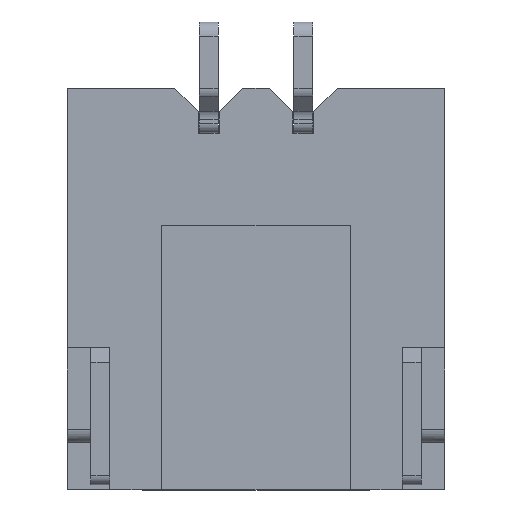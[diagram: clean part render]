
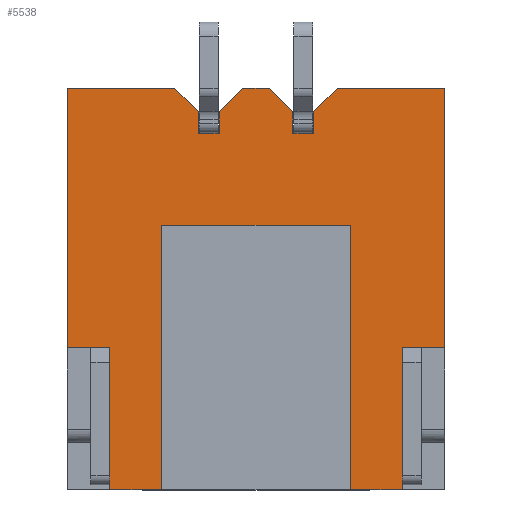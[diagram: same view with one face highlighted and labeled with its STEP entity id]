
A CAD part, top view. The second image highlights one B-rep face of the part: STEP entity #5538.
In plain terms, the highlighted planar face has unit normal (0, 0, 1).
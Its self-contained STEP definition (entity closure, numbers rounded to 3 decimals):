
#182=DIRECTION('',(0.,1.,0.));
#183=VECTOR('',#182,0.05);
#184=CARTESIAN_POINT('',(5.45,0.,1.3));
#185=LINE('7115',#184,#183);
#186=DIRECTION('',(0.,1.,0.));
#187=VECTOR('',#186,0.065);
#188=CARTESIAN_POINT('',(5.45,1.435,1.3));
#189=LINE('7117',#188,#187);
#190=DIRECTION('',(-1.,0.,0.));
#191=VECTOR('',#190,0.45);
#192=CARTESIAN_POINT('',(5.45,1.5,1.3));
#193=LINE('7118',#192,#191);
#194=DIRECTION('',(0.,1.,0.));
#195=VECTOR('',#194,2.75);
#196=CARTESIAN_POINT('',(5.,1.5,1.3));
#197=LINE('7119',#196,#195);
#198=DIRECTION('',(1.,0.,0.));
#199=VECTOR('',#198,1.14);
#200=CARTESIAN_POINT('',(5.,4.25,1.3));
#201=LINE('7120',#200,#199);
#202=DIRECTION('',(0.707,-0.707,0.));
#203=VECTOR('',#202,0.354);
#204=CARTESIAN_POINT('',(6.14,4.25,1.3));
#205=LINE('7121',#204,#203);
#206=DIRECTION('',(0.707,0.707,0.));
#207=VECTOR('',#206,0.354);
#208=CARTESIAN_POINT('',(6.61,4.,1.3));
#209=LINE('7125',#208,#207);
#210=DIRECTION('',(0.707,-0.707,0.));
#211=VECTOR('',#210,0.354);
#212=CARTESIAN_POINT('',(7.14,4.25,1.3));
#213=LINE('4938',#212,#211);
#214=DIRECTION('',(0.707,0.707,0.));
#215=VECTOR('',#214,0.354);
#216=CARTESIAN_POINT('',(7.61,4.,1.3));
#217=LINE('4942',#216,#215);
#218=DIRECTION('',(1.,0.,0.));
#219=VECTOR('',#218,1.14);
#220=CARTESIAN_POINT('',(7.86,4.25,1.3));
#221=LINE('4943',#220,#219);
#222=DIRECTION('',(0.,-1.,0.));
#223=VECTOR('',#222,1.385);
#224=CARTESIAN_POINT('',(8.55,1.435,1.3));
#225=LINE('4947',#224,#223);
#230=DIRECTION('',(1.,0.,0.));
#231=VECTOR('',#230,2.);
#232=CARTESIAN_POINT('',(6.,2.8,1.3));
#233=LINE('7668',#232,#231);
#258=DIRECTION('',(1.,0.,0.));
#259=VECTOR('',#258,0.55);
#260=CARTESIAN_POINT('',(5.45,0.,1.3));
#261=LINE('7114',#260,#259);
#266=DIRECTION('',(1.,0.,0.));
#267=VECTOR('',#266,0.55);
#268=CARTESIAN_POINT('',(8.,0.,1.3));
#269=LINE('4949',#268,#267);
#1526=DIRECTION('',(-1.,0.,0.));
#1527=VECTOR('',#1526,0.28);
#1528=CARTESIAN_POINT('',(7.14,4.25,1.3));
#1529=LINE('7679',#1528,#1527);
#1542=DIRECTION('',(0.,-1.,0.));
#1543=VECTOR('',#1542,0.23);
#1544=CARTESIAN_POINT('',(6.61,4.,1.3));
#1545=LINE('7124',#1544,#1543);
#1574=DIRECTION('',(-1.,0.,0.));
#1575=VECTOR('',#1574,0.22);
#1576=CARTESIAN_POINT('',(6.61,3.77,1.3));
#1577=LINE('7123',#1576,#1575);
#1610=DIRECTION('',(0.,1.,0.));
#1611=VECTOR('',#1610,0.23);
#1612=CARTESIAN_POINT('',(6.39,3.77,1.3));
#1613=LINE('7122',#1612,#1611);
#1804=DIRECTION('',(0.,-1.,0.));
#1805=VECTOR('',#1804,1.385);
#1806=CARTESIAN_POINT('',(5.45,1.435,1.3));
#1807=LINE('7116',#1806,#1805);
#2882=DIRECTION('',(0.,1.,0.));
#2883=VECTOR('',#2882,0.23);
#2884=CARTESIAN_POINT('',(7.39,3.77,1.3));
#2885=LINE('4939',#2884,#2883);
#3040=DIRECTION('',(0.,-1.,0.));
#3041=VECTOR('',#3040,0.23);
#3042=CARTESIAN_POINT('',(7.61,4.,1.3));
#3043=LINE('4941',#3042,#3041);
#3072=DIRECTION('',(-1.,0.,0.));
#3073=VECTOR('',#3072,0.22);
#3074=CARTESIAN_POINT('',(7.61,3.77,1.3));
#3075=LINE('4940',#3074,#3073);
#3480=DIRECTION('',(0.,1.,0.));
#3481=VECTOR('',#3480,2.75);
#3482=CARTESIAN_POINT('',(9.,1.5,1.3));
#3483=LINE('4944',#3482,#3481);
#3514=DIRECTION('',(1.,0.,0.));
#3515=VECTOR('',#3514,0.45);
#3516=CARTESIAN_POINT('',(8.55,1.5,1.3));
#3517=LINE('4945',#3516,#3515);
#3522=DIRECTION('',(0.,1.,0.));
#3523=VECTOR('',#3522,0.065);
#3524=CARTESIAN_POINT('',(8.55,1.435,1.3));
#3525=LINE('4946',#3524,#3523);
#3647=DIRECTION('',(0.,1.,0.));
#3648=VECTOR('',#3647,0.05);
#3649=CARTESIAN_POINT('',(8.55,0.,1.3));
#3650=LINE('4948',#3649,#3648);
#4195=DIRECTION('',(0.,1.,0.));
#4196=VECTOR('',#4195,2.8);
#4197=CARTESIAN_POINT('',(6.,0.,1.3));
#4198=LINE('7113',#4197,#4196);
#4203=DIRECTION('',(0.,-1.,0.));
#4204=VECTOR('',#4203,2.8);
#4205=CARTESIAN_POINT('',(8.,2.8,1.3));
#4206=LINE('4950',#4205,#4204);
#4211=CARTESIAN_POINT('',(7.14,4.25,1.3));
#4212=CARTESIAN_POINT('',(7.39,4.,1.3));
#4213=VERTEX_POINT('',#4211);
#4214=VERTEX_POINT('',#4212);
#4215=CARTESIAN_POINT('',(7.39,3.77,1.3));
#4216=VERTEX_POINT('',#4215);
#4217=CARTESIAN_POINT('',(7.61,3.77,1.3));
#4218=VERTEX_POINT('',#4217);
#4219=CARTESIAN_POINT('',(7.61,4.,1.3));
#4220=VERTEX_POINT('',#4219);
#4221=CARTESIAN_POINT('',(7.86,4.25,1.3));
#4222=VERTEX_POINT('',#4221);
#4223=CARTESIAN_POINT('',(9.,4.25,1.3));
#4224=VERTEX_POINT('',#4223);
#4225=CARTESIAN_POINT('',(9.,1.5,1.3));
#4226=VERTEX_POINT('',#4225);
#4227=CARTESIAN_POINT('',(8.55,1.5,1.3));
#4228=VERTEX_POINT('',#4227);
#4229=CARTESIAN_POINT('',(8.55,1.435,1.3));
#4230=VERTEX_POINT('',#4229);
#4231=CARTESIAN_POINT('',(8.55,0.05,1.3));
#4232=VERTEX_POINT('',#4231);
#4233=CARTESIAN_POINT('',(8.55,0.,1.3));
#4234=VERTEX_POINT('',#4233);
#4235=CARTESIAN_POINT('',(8.,0.,1.3));
#4236=VERTEX_POINT('',#4235);
#4237=CARTESIAN_POINT('',(8.,2.8,1.3));
#4238=VERTEX_POINT('',#4237);
#4842=CARTESIAN_POINT('',(6.,0.,1.3));
#4843=CARTESIAN_POINT('',(6.,2.8,1.3));
#4844=VERTEX_POINT('',#4842);
#4845=VERTEX_POINT('',#4843);
#4846=CARTESIAN_POINT('',(5.45,0.,1.3));
#4847=VERTEX_POINT('',#4846);
#4848=CARTESIAN_POINT('',(5.45,0.05,1.3));
#4849=VERTEX_POINT('',#4848);
#4850=CARTESIAN_POINT('',(5.45,1.435,1.3));
#4851=VERTEX_POINT('',#4850);
#4852=CARTESIAN_POINT('',(5.45,1.5,1.3));
#4853=VERTEX_POINT('',#4852);
#4854=CARTESIAN_POINT('',(5.,1.5,1.3));
#4855=VERTEX_POINT('',#4854);
#4856=CARTESIAN_POINT('',(5.,4.25,1.3));
#4857=VERTEX_POINT('',#4856);
#4858=CARTESIAN_POINT('',(6.14,4.25,1.3));
#4859=VERTEX_POINT('',#4858);
#4860=CARTESIAN_POINT('',(6.39,4.,1.3));
#4861=VERTEX_POINT('',#4860);
#4862=CARTESIAN_POINT('',(6.39,3.77,1.3));
#4863=VERTEX_POINT('',#4862);
#4864=CARTESIAN_POINT('',(6.61,3.77,1.3));
#4865=VERTEX_POINT('',#4864);
#4866=CARTESIAN_POINT('',(6.61,4.,1.3));
#4867=VERTEX_POINT('',#4866);
#4868=CARTESIAN_POINT('',(6.86,4.25,1.3));
#4869=VERTEX_POINT('',#4868);
#5475=CARTESIAN_POINT('',(-3.,4.25,1.3));
#5476=DIRECTION('',(0.,0.,-1.));
#5477=DIRECTION('',(0.,1.,0.));
#5478=AXIS2_PLACEMENT_3D('',#5475,#5476,#5477);
#5479=PLANE('6327',#5478);
#5481=ORIENTED_EDGE('7668',*,*,#5480,.F.);
#5483=ORIENTED_EDGE('7113',*,*,#5482,.F.);
#5485=ORIENTED_EDGE('7114',*,*,#5484,.F.);
#5487=ORIENTED_EDGE('7115',*,*,#5486,.T.);
#5489=ORIENTED_EDGE('7116',*,*,#5488,.F.);
#5491=ORIENTED_EDGE('7117',*,*,#5490,.T.);
#5493=ORIENTED_EDGE('7118',*,*,#5492,.T.);
#5495=ORIENTED_EDGE('7119',*,*,#5494,.T.);
#5497=ORIENTED_EDGE('7120',*,*,#5496,.T.);
#5499=ORIENTED_EDGE('7121',*,*,#5498,.T.);
#5501=ORIENTED_EDGE('7122',*,*,#5500,.F.);
#5503=ORIENTED_EDGE('7123',*,*,#5502,.F.);
#5505=ORIENTED_EDGE('7124',*,*,#5504,.F.);
#5507=ORIENTED_EDGE('7125',*,*,#5506,.T.);
#5509=ORIENTED_EDGE('7679',*,*,#5508,.F.);
#5511=ORIENTED_EDGE('4938',*,*,#5510,.T.);
#5513=ORIENTED_EDGE('4939',*,*,#5512,.F.);
#5515=ORIENTED_EDGE('4940',*,*,#5514,.F.);
#5517=ORIENTED_EDGE('4941',*,*,#5516,.F.);
#5519=ORIENTED_EDGE('4942',*,*,#5518,.T.);
#5521=ORIENTED_EDGE('4943',*,*,#5520,.T.);
#5523=ORIENTED_EDGE('4944',*,*,#5522,.F.);
#5525=ORIENTED_EDGE('4945',*,*,#5524,.F.);
#5527=ORIENTED_EDGE('4946',*,*,#5526,.F.);
#5529=ORIENTED_EDGE('4947',*,*,#5528,.T.);
#5531=ORIENTED_EDGE('4948',*,*,#5530,.F.);
#5533=ORIENTED_EDGE('4949',*,*,#5532,.F.);
#5535=ORIENTED_EDGE('4950',*,*,#5534,.F.);
#5536=EDGE_LOOP('6327',(#5481,#5483,#5485,#5487,#5489,#5491,#5493,#5495,#5497,
#5499,#5501,#5503,#5505,#5507,#5509,#5511,#5513,#5515,#5517,#5519,#5521,#5523,
#5525,#5527,#5529,#5531,#5533,#5535));
#5537=FACE_OUTER_BOUND('6327',#5536,.F.);
#5480=EDGE_CURVE('7668',#4845,#4238,#233,.T.);
#5482=EDGE_CURVE('7113',#4844,#4845,#4198,.T.);
#5484=EDGE_CURVE('7114',#4847,#4844,#261,.T.);
#5486=EDGE_CURVE('7115',#4847,#4849,#185,.T.);
#5488=EDGE_CURVE('7116',#4851,#4849,#1807,.T.);
#5490=EDGE_CURVE('7117',#4851,#4853,#189,.T.);
#5492=EDGE_CURVE('7118',#4853,#4855,#193,.T.);
#5494=EDGE_CURVE('7119',#4855,#4857,#197,.T.);
#5496=EDGE_CURVE('7120',#4857,#4859,#201,.T.);
#5498=EDGE_CURVE('7121',#4859,#4861,#205,.T.);
#5500=EDGE_CURVE('7122',#4863,#4861,#1613,.T.);
#5502=EDGE_CURVE('7123',#4865,#4863,#1577,.T.);
#5504=EDGE_CURVE('7124',#4867,#4865,#1545,.T.);
#5506=EDGE_CURVE('7125',#4867,#4869,#209,.T.);
#5508=EDGE_CURVE('7679',#4213,#4869,#1529,.T.);
#5510=EDGE_CURVE('4938',#4213,#4214,#213,.T.);
#5512=EDGE_CURVE('4939',#4216,#4214,#2885,.T.);
#5514=EDGE_CURVE('4940',#4218,#4216,#3075,.T.);
#5516=EDGE_CURVE('4941',#4220,#4218,#3043,.T.);
#5518=EDGE_CURVE('4942',#4220,#4222,#217,.T.);
#5520=EDGE_CURVE('4943',#4222,#4224,#221,.T.);
#5522=EDGE_CURVE('4944',#4226,#4224,#3483,.T.);
#5524=EDGE_CURVE('4945',#4228,#4226,#3517,.T.);
#5526=EDGE_CURVE('4946',#4230,#4228,#3525,.T.);
#5528=EDGE_CURVE('4947',#4230,#4232,#225,.T.);
#5530=EDGE_CURVE('4948',#4234,#4232,#3650,.T.);
#5532=EDGE_CURVE('4949',#4236,#4234,#269,.T.);
#5534=EDGE_CURVE('4950',#4238,#4236,#4206,.T.);
#5538=ADVANCED_FACE('6327',(#5537),#5479,.F.);
